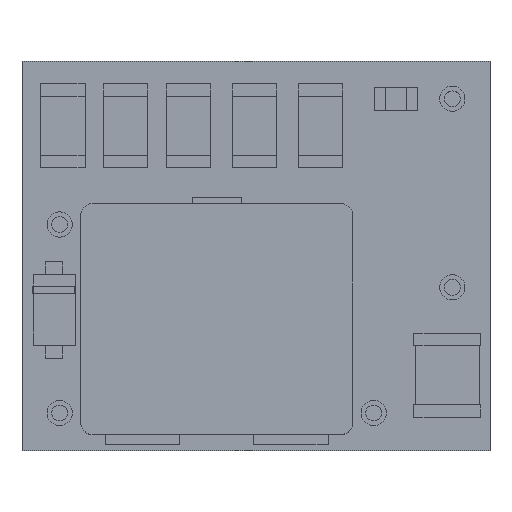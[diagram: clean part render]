
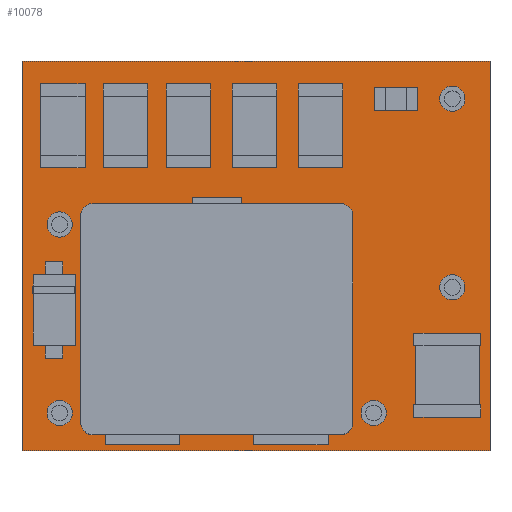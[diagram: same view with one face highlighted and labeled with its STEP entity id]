
A CAD part, top view. The second image highlights one B-rep face of the part: STEP entity #10078.
In plain terms, the highlighted planar face has unit normal (0, 0, 1).
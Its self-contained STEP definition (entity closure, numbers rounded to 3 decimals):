
#10039=CARTESIAN_POINT('',(0.0,0.0,2.8));
#10040=DIRECTION('',(0.0,0.0,-1.0));
#10041=DIRECTION('',(1.0,0.0,0.0));
#10042=AXIS2_PLACEMENT_3D('',#10039,#10040,#10041);
#10043=PLANE('',#10042);
#10044=CARTESIAN_POINT('',(9.461,-7.874,2.8));
#10045=VERTEX_POINT('',#10044);
#10046=CARTESIAN_POINT('',(9.461,7.874,2.8));
#10047=VERTEX_POINT('',#10046);
#10048=CARTESIAN_POINT('',(9.461,-7.874,2.8));
#10049=DIRECTION('',(0.0,1.0,0.0));
#10050=VECTOR('',#10049,15.748);
#10051=LINE('',#10048,#10050);
#10052=EDGE_CURVE('',#10045,#10047,#10051,.T.);
#10053=ORIENTED_EDGE('',*,*,#10052,.T.);
#10054=CARTESIAN_POINT('',(-9.461,7.874,2.8));
#10055=VERTEX_POINT('',#10054);
#10056=CARTESIAN_POINT('',(9.461,7.874,2.8));
#10057=DIRECTION('',(-1.0,0.0,0.0));
#10058=VECTOR('',#10057,18.923);
#10059=LINE('',#10056,#10058);
#10060=EDGE_CURVE('',#10047,#10055,#10059,.T.);
#10061=ORIENTED_EDGE('',*,*,#10060,.T.);
#10062=CARTESIAN_POINT('',(-9.461,-7.874,2.8));
#10063=VERTEX_POINT('',#10062);
#10064=CARTESIAN_POINT('',(-9.461,7.874,2.8));
#10065=DIRECTION('',(0.0,-1.0,0.0));
#10066=VECTOR('',#10065,15.748);
#10067=LINE('',#10064,#10066);
#10068=EDGE_CURVE('',#10055,#10063,#10067,.T.);
#10069=ORIENTED_EDGE('',*,*,#10068,.T.);
#10070=CARTESIAN_POINT('',(-9.461,-7.874,2.8));
#10071=DIRECTION('',(1.0,0.0,0.0));
#10072=VECTOR('',#10071,18.923);
#10073=LINE('',#10070,#10072);
#10074=EDGE_CURVE('',#10063,#10045,#10073,.T.);
#10075=ORIENTED_EDGE('',*,*,#10074,.T.);
#10076=EDGE_LOOP('',(#10053,#10061,#10069,#10075));
#10077=FACE_OUTER_BOUND('',#10076,.T.);
#10078=ADVANCED_FACE('',(#10077),#10043,.F.);
